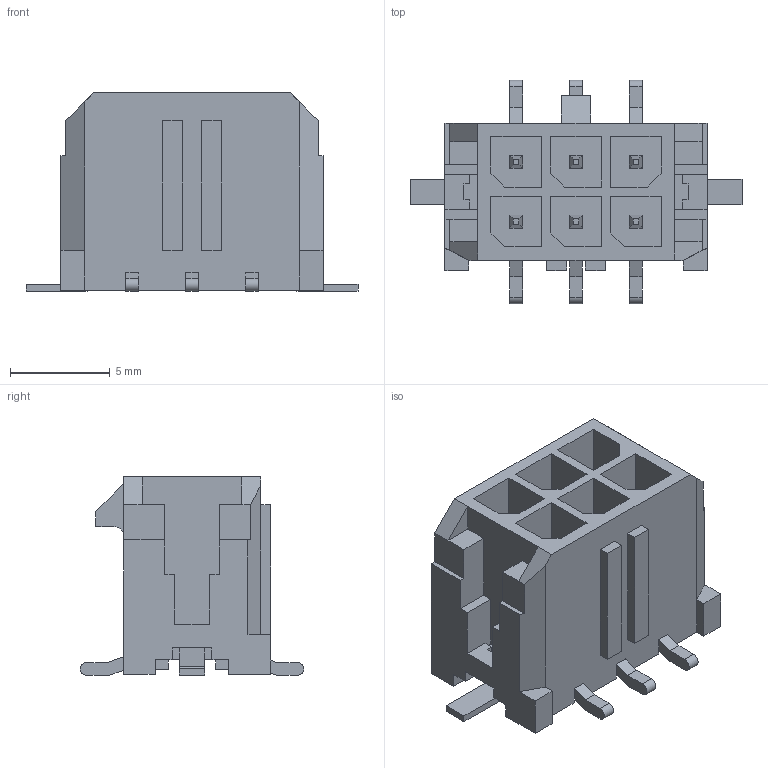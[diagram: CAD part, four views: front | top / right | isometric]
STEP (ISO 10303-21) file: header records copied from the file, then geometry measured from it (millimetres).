
FILE_DESCRIPTION (( 'STEP AP214' ), '1' );
FILE_NAME ('Molex Micro-Fit 3.0 6-pin Vertical PCB SMD.STEP', '2016-01-30T21:54:42', ( '' ), ( '' ), 'SwSTEP 2.0', 'SolidWorks 2015', '' );
FILE_SCHEMA (( 'AUTOMOTIVE_DESIGN' ));
Length unit declared in the file: inch
Products named in the file (1): Molex Micro-Fit 3.0 6-pin Vertical PCB SMD
Bounding box: 16.65 x 11.2 x 9.96 mm (x, y, z)
Volume: 555.7 mm3; surface area: 1171.6 mm2
Topology: 1 solids, 1 shells, 330 faces, 841 edges, 528 vertices
Faces by surface type: plane 319, cylinder 11
Entity records: 11243 total; most frequent: CARTESIAN_POINT 1700, ORIENTED_EDGE 1682, DIRECTION 1525, EDGE_CURVE 841, LINE 819, VECTOR 819, VERTEX_POINT 528, AXIS2_PLACEMENT_3D 353
